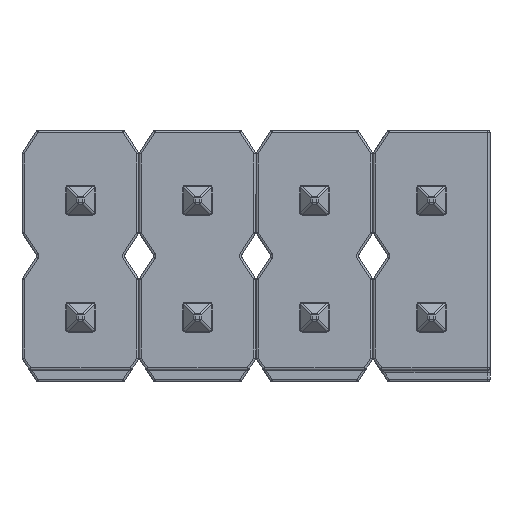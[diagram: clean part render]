
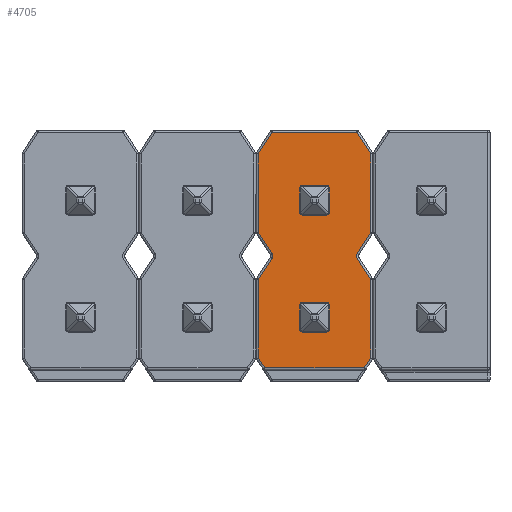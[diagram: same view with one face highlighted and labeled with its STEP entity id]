
A CAD part, front view. The second image highlights one B-rep face of the part: STEP entity #4705.
In plain terms, the highlighted planar face has unit normal (0, -1, 0).
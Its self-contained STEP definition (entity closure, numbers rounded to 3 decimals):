
#344 = CARTESIAN_POINT ( 'NONE',  ( 0.925, -0.96, 0.054 ) ) ;
#370 = DIRECTION ( 'NONE',  ( 0.545, 0., -0.839 ) ) ;
#406 = CARTESIAN_POINT ( 'NONE',  ( 0.632, -0.96, -0.404 ) ) ;
#408 = VERTEX_POINT ( 'NONE', #9876 ) ;
#462 = EDGE_CURVE ( 'NONE', #13203, #950, #9774, .T. ) ;
#560 = DIRECTION ( 'NONE',  ( 0., 0., 1. ) ) ;
#694 = EDGE_CURVE ( 'NONE', #1346, #13463, #14839, .T. ) ;
#754 = DIRECTION ( 'NONE',  ( 0., 0., -1. ) ) ;
#950 = VERTEX_POINT ( 'NONE', #1659 ) ;
#1087 = CARTESIAN_POINT ( 'NONE',  ( 1.108, -0.96, -2.43 ) ) ;
#1262 = CARTESIAN_POINT ( 'NONE',  ( 1.22, -0.96, -0.515 ) ) ;
#1346 = VERTEX_POINT ( 'NONE', #4149 ) ;
#1444 = ORIENTED_EDGE ( 'NONE', *, *, #6436, .T. ) ;
#1476 = VECTOR ( 'NONE', #370, 1000. ) ;
#1536 = VECTOR ( 'NONE', #7233, 1000. ) ;
#1659 = CARTESIAN_POINT ( 'NONE',  ( 0.925, -0.96, -0.054 ) ) ;
#1728 = EDGE_CURVE ( 'NONE', #6416, #408, #3106, .T. ) ;
#1911 = CARTESIAN_POINT ( 'NONE',  ( -1.22, -0.96, -2.215 ) ) ;
#2053 = ORIENTED_EDGE ( 'NONE', *, *, #1728, .T. ) ;
#2115 = CARTESIAN_POINT ( 'NONE',  ( -1.22, -0.96, 0. ) ) ;
#2121 = DIRECTION ( 'NONE',  ( 0., 0., -1. ) ) ;
#2128 = LINE ( 'NONE', #13771, #10956 ) ;
#2168 = VERTEX_POINT ( 'NONE', #6683 ) ;
#2280 = DIRECTION ( 'NONE',  ( -0.545, 0., -0.839 ) ) ;
#2485 = EDGE_CURVE ( 'NONE', #3566, #7720, #7176, .T. ) ;
#3002 = VERTEX_POINT ( 'NONE', #6596 ) ;
#3106 = LINE ( 'NONE', #1087, #5414 ) ;
#3216 = AXIS2_PLACEMENT_3D ( 'NONE', #4259, #12301, #5393 ) ;
#3350 = DIRECTION ( 'NONE',  ( -0.545, 0., 0.839 ) ) ;
#3363 = VERTEX_POINT ( 'NONE', #7109 ) ;
#3378 = DIRECTION ( 'NONE',  ( 1., 0., 0. ) ) ;
#3420 = EDGE_CURVE ( 'NONE', #5721, #3002, #10675, .T. ) ;
#3554 = ORIENTED_EDGE ( 'NONE', *, *, #10530, .T. ) ;
#3566 = VERTEX_POINT ( 'NONE', #14678 ) ;
#3895 = EDGE_CURVE ( 'NONE', #408, #1346, #8464, .T. ) ;
#4054 = VECTOR ( 'NONE', #4227, 1000. ) ;
#4088 = CARTESIAN_POINT ( 'NONE',  ( 1.22, -0.96, 2.215 ) ) ;
#4092 = LINE ( 'NONE', #2115, #6750 ) ;
#4149 = CARTESIAN_POINT ( 'NONE',  ( 1.22, -0.96, -2.215 ) ) ;
#4212 = CARTESIAN_POINT ( 'NONE',  ( 0., -0.96, 0. ) ) ;
#4227 = DIRECTION ( 'NONE',  ( 0.545, 0., -0.839 ) ) ;
#4259 = CARTESIAN_POINT ( 'NONE',  ( 1.009, -0.96, 0. ) ) ;
#4361 = AXIS2_PLACEMENT_3D ( 'NONE', #4212, #7670, #754 ) ;
#4416 = CARTESIAN_POINT ( 'NONE',  ( -1.22, -0.96, 2.215 ) ) ;
#4457 = CARTESIAN_POINT ( 'NONE',  ( -1.22, -0.96, 0. ) ) ;
#4705 = ADVANCED_FACE ( 'NONE', ( #6793 ), #14576, .T. ) ;
#4787 = VERTEX_POINT ( 'NONE', #4416 ) ;
#4821 = EDGE_CURVE ( 'NONE', #7820, #3363, #13118, .T. ) ;
#5010 = ORIENTED_EDGE ( 'NONE', *, *, #2485, .T. ) ;
#5161 = VERTEX_POINT ( 'NONE', #8053 ) ;
#5393 = DIRECTION ( 'NONE',  ( 0., 0., -1. ) ) ;
#5414 = VECTOR ( 'NONE', #3378, 1000. ) ;
#5493 = EDGE_LOOP ( 'NONE', ( #14380, #3554, #9574, #9808, #13132, #12177, #13460, #14145, #5662, #5010, #12699, #1444, #2053, #9864, #14333, #7419 ) ) ;
#5522 = DIRECTION ( 'NONE',  ( 0., -1., 0. ) ) ;
#5626 = VECTOR ( 'NONE', #560, 1000. ) ;
#5662 = ORIENTED_EDGE ( 'NONE', *, *, #7966, .F. ) ;
#5721 = VERTEX_POINT ( 'NONE', #9019 ) ;
#5991 = EDGE_CURVE ( 'NONE', #5161, #7820, #10733, .T. ) ;
#6180 = VECTOR ( 'NONE', #7897, 1000. ) ;
#6232 = VERTEX_POINT ( 'NONE', #1911 ) ;
#6416 = VERTEX_POINT ( 'NONE', #9901 ) ;
#6423 = CARTESIAN_POINT ( 'NONE',  ( 1.87, -0.96, -1.214 ) ) ;
#6436 = EDGE_CURVE ( 'NONE', #6232, #6416, #13227, .T. ) ;
#6448 = VECTOR ( 'NONE', #2280, 1000. ) ;
#6558 = AXIS2_PLACEMENT_3D ( 'NONE', #12437, #5522, #13606 ) ;
#6596 = CARTESIAN_POINT ( 'NONE',  ( -0.921, -0.96, 0.054 ) ) ;
#6683 = CARTESIAN_POINT ( 'NONE',  ( -0.918, -0.96, 2.68 ) ) ;
#6750 = VECTOR ( 'NONE', #9046, 1000. ) ;
#6793 = FACE_OUTER_BOUND ( 'NONE', #5493, .T. ) ;
#6827 = DIRECTION ( 'NONE',  ( -0.539, 0., 0.842 ) ) ;
#6841 = CARTESIAN_POINT ( 'NONE',  ( -0.623, -0.96, 0.405 ) ) ;
#7109 = CARTESIAN_POINT ( 'NONE',  ( 0.918, -0.96, 2.68 ) ) ;
#7176 = LINE ( 'NONE', #6841, #6448 ) ;
#7233 = DIRECTION ( 'NONE',  ( 0., 0., 1. ) ) ;
#7330 = EDGE_CURVE ( 'NONE', #4787, #5721, #4092, .T. ) ;
#7419 = ORIENTED_EDGE ( 'NONE', *, *, #10946, .T. ) ;
#7465 = CARTESIAN_POINT ( 'NONE',  ( 1.22, -0.96, 0. ) ) ;
#7670 = DIRECTION ( 'NONE',  ( 0., -1., 0. ) ) ;
#7720 = VERTEX_POINT ( 'NONE', #8486 ) ;
#7820 = VERTEX_POINT ( 'NONE', #4088 ) ;
#7897 = DIRECTION ( 'NONE',  ( -0.545, 0., -0.839 ) ) ;
#7966 = EDGE_CURVE ( 'NONE', #3566, #3002, #13621, .T. ) ;
#8053 = CARTESIAN_POINT ( 'NONE',  ( 1.22, -0.96, 0.515 ) ) ;
#8115 = VECTOR ( 'NONE', #13351, 1000. ) ;
#8196 = LINE ( 'NONE', #13348, #13633 ) ;
#8199 = EDGE_CURVE ( 'NONE', #2168, #4787, #9613, .T. ) ;
#8464 = LINE ( 'NONE', #6423, #8115 ) ;
#8486 = CARTESIAN_POINT ( 'NONE',  ( -1.22, -0.96, -0.515 ) ) ;
#8993 = VECTOR ( 'NONE', #2121, 1000. ) ;
#9019 = CARTESIAN_POINT ( 'NONE',  ( -1.22, -0.96, 0.515 ) ) ;
#9046 = DIRECTION ( 'NONE',  ( 0., 0., -1. ) ) ;
#9163 = VECTOR ( 'NONE', #9623, 1000. ) ;
#9527 = LINE ( 'NONE', #406, #9163 ) ;
#9574 = ORIENTED_EDGE ( 'NONE', *, *, #5991, .T. ) ;
#9613 = LINE ( 'NONE', #13995, #6180 ) ;
#9623 = DIRECTION ( 'NONE',  ( 0.539, 0., 0.842 ) ) ;
#9774 = CIRCLE ( 'NONE', #3216, 0.1 ) ;
#9808 = ORIENTED_EDGE ( 'NONE', *, *, #4821, .T. ) ;
#9864 = ORIENTED_EDGE ( 'NONE', *, *, #3895, .T. ) ;
#9876 = CARTESIAN_POINT ( 'NONE',  ( 1.081, -0.96, -2.43 ) ) ;
#9901 = CARTESIAN_POINT ( 'NONE',  ( -1.081, -0.96, -2.43 ) ) ;
#10058 = VECTOR ( 'NONE', #3350, 1000. ) ;
#10178 = CARTESIAN_POINT ( 'NONE',  ( 1.87, -0.96, 1.214 ) ) ;
#10530 = EDGE_CURVE ( 'NONE', #13203, #5161, #9527, .T. ) ;
#10675 = LINE ( 'NONE', #14185, #1476 ) ;
#10733 = LINE ( 'NONE', #12987, #1536 ) ;
#10946 = EDGE_CURVE ( 'NONE', #13463, #950, #2128, .T. ) ;
#10956 = VECTOR ( 'NONE', #6827, 1000. ) ;
#11123 = CARTESIAN_POINT ( 'NONE',  ( -1.87, -0.96, -1.214 ) ) ;
#11713 = LINE ( 'NONE', #4457, #8993 ) ;
#12177 = ORIENTED_EDGE ( 'NONE', *, *, #8199, .T. ) ;
#12301 = DIRECTION ( 'NONE',  ( 0., -1., 0. ) ) ;
#12437 = CARTESIAN_POINT ( 'NONE',  ( -1.005, -0.96, 0. ) ) ;
#12699 = ORIENTED_EDGE ( 'NONE', *, *, #12721, .T. ) ;
#12721 = EDGE_CURVE ( 'NONE', #7720, #6232, #11713, .T. ) ;
#12987 = CARTESIAN_POINT ( 'NONE',  ( 1.22, -0.96, 0. ) ) ;
#13118 = LINE ( 'NONE', #10178, #10058 ) ;
#13132 = ORIENTED_EDGE ( 'NONE', *, *, #14470, .T. ) ;
#13203 = VERTEX_POINT ( 'NONE', #344 ) ;
#13227 = LINE ( 'NONE', #11123, #4054 ) ;
#13348 = CARTESIAN_POINT ( 'NONE',  ( 0., -0.96, 2.68 ) ) ;
#13351 = DIRECTION ( 'NONE',  ( 0.545, 0., 0.839 ) ) ;
#13460 = ORIENTED_EDGE ( 'NONE', *, *, #7330, .T. ) ;
#13463 = VERTEX_POINT ( 'NONE', #1262 ) ;
#13606 = DIRECTION ( 'NONE',  ( 0., 0., -1. ) ) ;
#13621 = CIRCLE ( 'NONE', #6558, 0.1 ) ;
#13633 = VECTOR ( 'NONE', #14502, 1000. ) ;
#13771 = CARTESIAN_POINT ( 'NONE',  ( 0.632, -0.96, 0.404 ) ) ;
#13995 = CARTESIAN_POINT ( 'NONE',  ( -1.87, -0.96, 1.214 ) ) ;
#14145 = ORIENTED_EDGE ( 'NONE', *, *, #3420, .T. ) ;
#14185 = CARTESIAN_POINT ( 'NONE',  ( -0.623, -0.96, -0.405 ) ) ;
#14333 = ORIENTED_EDGE ( 'NONE', *, *, #694, .T. ) ;
#14380 = ORIENTED_EDGE ( 'NONE', *, *, #462, .F. ) ;
#14470 = EDGE_CURVE ( 'NONE', #3363, #2168, #8196, .T. ) ;
#14502 = DIRECTION ( 'NONE',  ( -1., 0., 0. ) ) ;
#14576 = PLANE ( 'NONE',  #4361 ) ;
#14678 = CARTESIAN_POINT ( 'NONE',  ( -0.921, -0.96, -0.054 ) ) ;
#14839 = LINE ( 'NONE', #7465, #5626 ) ;
